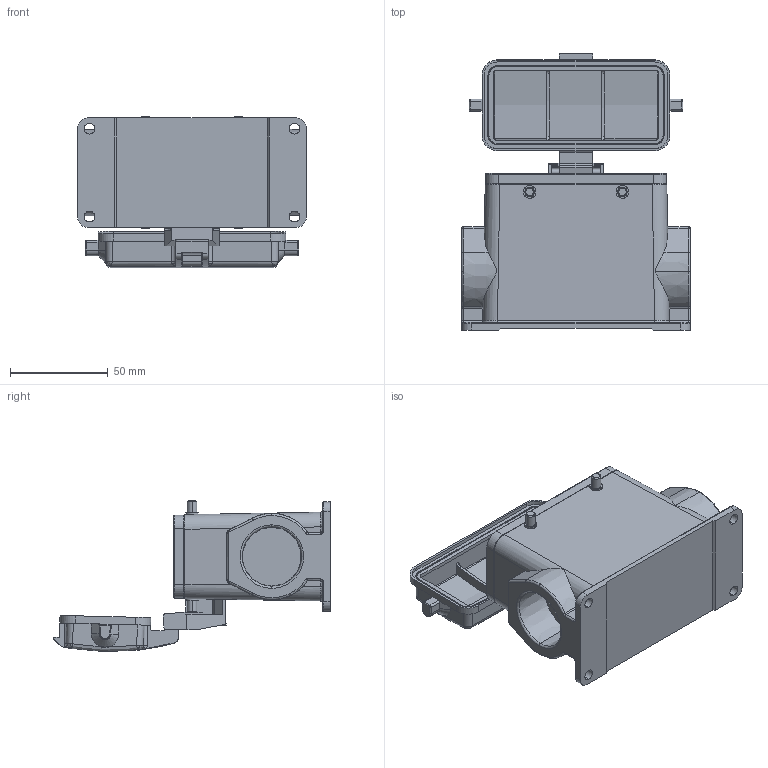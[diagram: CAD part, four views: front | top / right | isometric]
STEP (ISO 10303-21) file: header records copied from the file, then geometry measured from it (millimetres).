
FILE_DESCRIPTION (( 'STEP AP203' ), '1' );
FILE_NAME ('H16B-SFH-4B-CV-M32.STP', '2017-08-04T06:44:12', ( '微软用户' ), ( '微软中国' ), 'SwSTEP 2.0', 'SolidWorks 2012', '' );
FILE_SCHEMA (( 'CONFIG_CONTROL_DESIGN' ));
Length unit declared in the file: millimetre
Products named in the file (1): H16B-SFH-4B-CV-M32
Bounding box: 117 x 141.74 x 77.48 mm (x, y, z)
Surface area: 81052.9 mm2 (no closed solid volume)
Topology: 0 solids, 7 shells, 662 faces, 1648 edges, 1026 vertices
Faces by surface type: cylinder 255, plane 240, bspline 89, torus 43, cone 35
Entity records: 26925 total; most frequent: CARTESIAN_POINT 11990, ORIENTED_EDGE 3292, DIRECTION 2847, EDGE_CURVE 1648, VERTEX_POINT 1026, AXIS2_PLACEMENT_3D 1014, VECTOR 819, LINE 819
